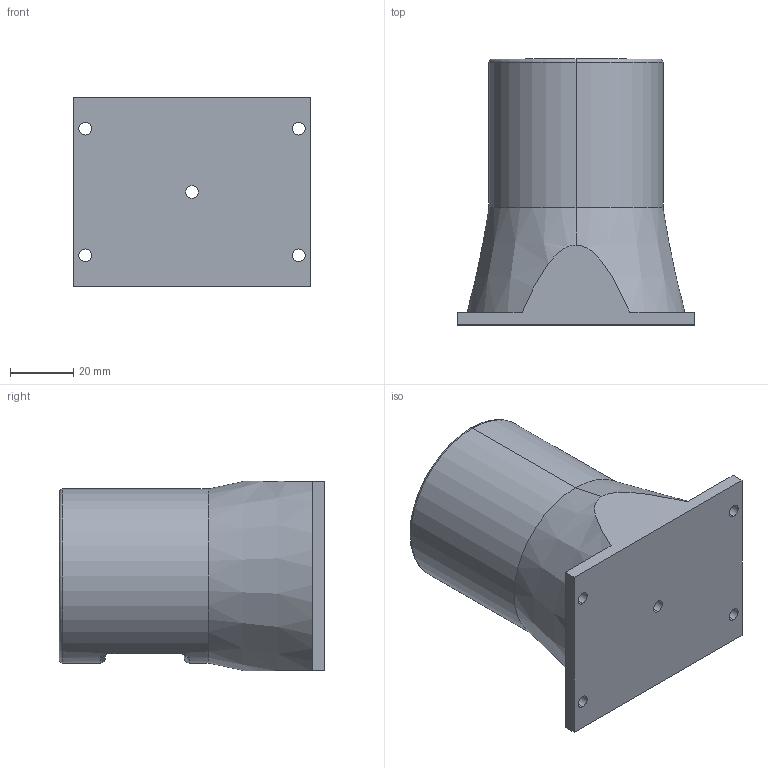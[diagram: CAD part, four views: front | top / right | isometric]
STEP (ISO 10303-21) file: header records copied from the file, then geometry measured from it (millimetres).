
FILE_DESCRIPTION (( 'STEP AP214' ), '1' );
FILE_NAME ('Arm Mount Adapter.STEP', '2025-03-24T06:46:07', ( '' ), ( '' ), 'SwSTEP 2.0', 'SolidWorks 2022', '' );
FILE_SCHEMA (( 'AUTOMOTIVE_DESIGN' ));
Length unit declared in the file: millimetre
Products named in the file (1): Arm Mount Adapter
Bounding box: 75 x 84 x 60 mm (x, y, z)
Volume: 105610.6 mm3; surface area: 46921.7 mm2
Topology: 1 solids, 1 shells, 96 faces, 230 edges, 136 vertices
Faces by surface type: cylinder 40, torus 23, plane 18, bspline 8, sphere 5, cone 2
Entity records: 3476 total; most frequent: CARTESIAN_POINT 1176, DIRECTION 518, ORIENTED_EDGE 456, EDGE_CURVE 228, AXIS2_PLACEMENT_3D 223, VERTEX_POINT 135, CIRCLE 134, EDGE_LOOP 109
